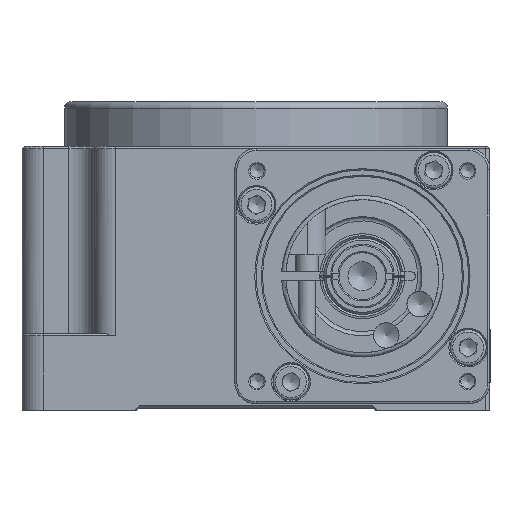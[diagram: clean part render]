
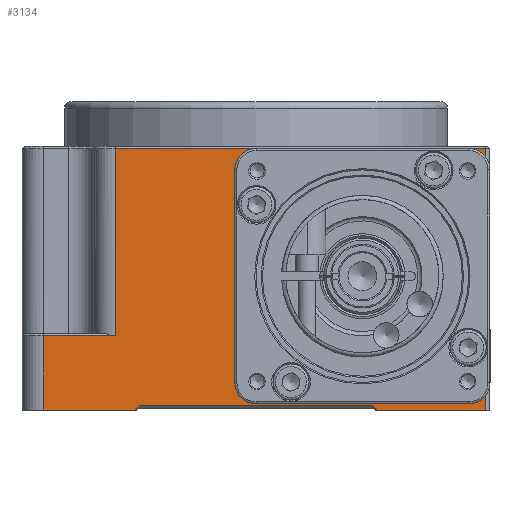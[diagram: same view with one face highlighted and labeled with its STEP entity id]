
A CAD part, front view. The second image highlights one B-rep face of the part: STEP entity #3134.
In plain terms, the highlighted planar face has unit normal (0, -1, 0).
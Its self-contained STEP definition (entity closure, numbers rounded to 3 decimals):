
#30 = DIRECTION ( 'NONE',  ( 0., 0., -1. ) ) ;
#532 = CARTESIAN_POINT ( 'NONE',  ( -55., -61., 0. ) ) ;
#707 = CARTESIAN_POINT ( 'NONE',  ( -28.5, -61., 0. ) ) ;
#711 = CARTESIAN_POINT ( 'NONE',  ( 25., -61., 31.5 ) ) ;
#757 = DIRECTION ( 'NONE',  ( 0., 1., 0. ) ) ;
#765 = DIRECTION ( 'NONE',  ( 0., 0., 1. ) ) ;
#883 = CARTESIAN_POINT ( 'NONE',  ( -33., -61., 61.5 ) ) ;
#1183 = FACE_BOUND ( 'NONE', #22641, .T. ) ;
#1228 = FACE_BOUND ( 'NONE', #35389, .T. ) ;
#1280 = FACE_BOUND ( 'NONE', #21515, .T. ) ;
#1285 = FACE_BOUND ( 'NONE', #28696, .T. ) ;
#1985 = CARTESIAN_POINT ( 'NONE',  ( -33., -61., 61.5 ) ) ;
#2069 = FACE_BOUND ( 'NONE', #22250, .T. ) ;
#2107 = FACE_OUTER_BOUND ( 'NONE', #10382, .T. ) ;
#2110 = EDGE_CURVE ( 'NONE', #4542, #15270, #7704, .T. ) ;
#2200 = PLANE ( 'NONE',  #33639 ) ;
#2249 = CARTESIAN_POINT ( 'NONE',  ( -55., -61., 62. ) ) ;
#2293 = DIRECTION ( 'NONE',  ( 0., 1., 0. ) ) ;
#2395 = DIRECTION ( 'NONE',  ( 0., 0., 1. ) ) ;
#2615 = CARTESIAN_POINT ( 'NONE',  ( -50., -61., 62. ) ) ;
#2840 = VERTEX_POINT ( 'NONE', #11659 ) ;
#3134 = ADVANCED_FACE ( 'NONE', ( #1183, #1228, #1280, #1285, #2069, #2107 ), #2200, .F. ) ;
#3434 = CARTESIAN_POINT ( 'NONE',  ( 25., -61., 54.5 ) ) ;
#4387 = VERTEX_POINT ( 'NONE', #18100 ) ;
#4542 = VERTEX_POINT ( 'NONE', #15905 ) ;
#4875 = VERTEX_POINT ( 'NONE', #8454 ) ;
#5403 = VERTEX_POINT ( 'NONE', #16582 ) ;
#5861 = DIRECTION ( 'NONE',  ( -1., 0., 0. ) ) ;
#5988 = VECTOR ( 'NONE', #5861, 1000. ) ;
#6064 = AXIS2_PLACEMENT_3D ( 'NONE', #711, #757, #765 ) ;
#6233 = EDGE_CURVE ( 'NONE', #5403, #5403, #34296, .T. ) ;
#6384 = LINE ( 'NONE', #1985, #35982 ) ;
#6758 = VERTEX_POINT ( 'NONE', #6771 ) ;
#6771 = CARTESIAN_POINT ( 'NONE',  ( -27.5, -61., 1. ) ) ;
#7124 = CARTESIAN_POINT ( 'NONE',  ( 28., -61., 1. ) ) ;
#7132 = EDGE_CURVE ( 'NONE', #19702, #19702, #27271, .T. ) ;
#7669 = DIRECTION ( 'NONE',  ( 0., -1., 0. ) ) ;
#7704 = LINE ( 'NONE', #30385, #5988 ) ;
#7972 = CARTESIAN_POINT ( 'NONE',  ( -55., -61., 0. ) ) ;
#8411 = LINE ( 'NONE', #2615, #13765 ) ;
#8454 = CARTESIAN_POINT ( 'NONE',  ( 54., -61., 0. ) ) ;
#8493 = DIRECTION ( 'NONE',  ( -0.707, 0., -0.707 ) ) ;
#8505 = CARTESIAN_POINT ( 'NONE',  ( -28.5, -61., 0. ) ) ;
#8543 = LINE ( 'NONE', #8505, #19560 ) ;
#8738 = DIRECTION ( 'NONE',  ( 0., 0., -1. ) ) ;
#8953 = CARTESIAN_POINT ( 'NONE',  ( 54., -61., 61.5 ) ) ;
#10376 = VERTEX_POINT ( 'NONE', #707 ) ;
#10382 = EDGE_LOOP ( 'NONE', ( #24535, #28651, #24532, #24331, #29554, #29729, #29592, #29515, #30665, #28568 ) ) ;
#10411 = DIRECTION ( 'NONE',  ( -1., 0., 0. ) ) ;
#11278 = AXIS2_PLACEMENT_3D ( 'NONE', #35793, #35788, #35753 ) ;
#11659 = CARTESIAN_POINT ( 'NONE',  ( -50., -61., 0. ) ) ;
#12027 = DIRECTION ( 'NONE',  ( 1., 0., 0. ) ) ;
#12578 = CIRCLE ( 'NONE', #32784, 2.1 ) ;
#12680 = VECTOR ( 'NONE', #12027, 1000. ) ;
#13442 = VERTEX_POINT ( 'NONE', #8953 ) ;
#13485 = EDGE_CURVE ( 'NONE', #6758, #10376, #8543, .T. ) ;
#13523 = ORIENTED_EDGE ( 'NONE', *, *, #24994, .T. ) ;
#13624 = ORIENTED_EDGE ( 'NONE', *, *, #26824, .F. ) ;
#13765 = VECTOR ( 'NONE', #30, 1000. ) ;
#14363 = AXIS2_PLACEMENT_3D ( 'NONE', #32560, #7669, #18788 ) ;
#14833 = VECTOR ( 'NONE', #18933, 1000. ) ;
#15270 = VERTEX_POINT ( 'NONE', #27401 ) ;
#15905 = CARTESIAN_POINT ( 'NONE',  ( -33., -61., 17.5 ) ) ;
#16064 = EDGE_CURVE ( 'NONE', #4387, #29029, #18968, .T. ) ;
#16582 = CARTESIAN_POINT ( 'NONE',  ( 0.605, -61., 53.795 ) ) ;
#16978 = DIRECTION ( 'NONE',  ( 0., 0., 1. ) ) ;
#16997 = CARTESIAN_POINT ( 'NONE',  ( 54., -61., 62. ) ) ;
#17005 = LINE ( 'NONE', #16997, #31562 ) ;
#18100 = CARTESIAN_POINT ( 'NONE',  ( 28.5, -61., 0. ) ) ;
#18239 = DIRECTION ( 'NONE',  ( 1., 0., 0. ) ) ;
#18274 = DIRECTION ( 'NONE',  ( 0., 0., -1. ) ) ;
#18282 = DIRECTION ( 'NONE',  ( 0., -1., 0. ) ) ;
#18363 = CARTESIAN_POINT ( 'NONE',  ( 0.605, -61., 55.895 ) ) ;
#18658 = VECTOR ( 'NONE', #20914, 1000. ) ;
#18788 = DIRECTION ( 'NONE',  ( 0., 0., -1. ) ) ;
#18858 = AXIS2_PLACEMENT_3D ( 'NONE', #18363, #18282, #18274 ) ;
#18933 = DIRECTION ( 'NONE',  ( -0.707, 0., 0.707 ) ) ;
#18940 = CARTESIAN_POINT ( 'NONE',  ( 27.5, -61., 1. ) ) ;
#18968 = LINE ( 'NONE', #18940, #14833 ) ;
#19004 = ORIENTED_EDGE ( 'NONE', *, *, #31635, .F. ) ;
#19116 = DIRECTION ( 'NONE',  ( 1., 0., 0. ) ) ;
#19472 = ORIENTED_EDGE ( 'NONE', *, *, #7132, .F. ) ;
#19560 = VECTOR ( 'NONE', #8493, 1000. ) ;
#19702 = VERTEX_POINT ( 'NONE', #30962 ) ;
#20914 = DIRECTION ( 'NONE',  ( 0., 0., -1. ) ) ;
#20949 = CARTESIAN_POINT ( 'NONE',  ( -33., -61., 62. ) ) ;
#20976 = VERTEX_POINT ( 'NONE', #31991 ) ;
#21000 = LINE ( 'NONE', #20949, #18658 ) ;
#21233 = EDGE_CURVE ( 'NONE', #24155, #4542, #21000, .T. ) ;
#21515 = EDGE_LOOP ( 'NONE', ( #13624 ) ) ;
#21636 = EDGE_CURVE ( 'NONE', #4875, #13442, #17005, .T. ) ;
#21923 = CIRCLE ( 'NONE', #6064, 23. ) ;
#22047 = VECTOR ( 'NONE', #19116, 1000. ) ;
#22250 = EDGE_LOOP ( 'NONE', ( #19004 ) ) ;
#22641 = EDGE_LOOP ( 'NONE', ( #13523 ) ) ;
#22808 = CARTESIAN_POINT ( 'NONE',  ( 49.395, -61., 55.895 ) ) ;
#22864 = VERTEX_POINT ( 'NONE', #33549 ) ;
#23192 = VECTOR ( 'NONE', #18239, 1000. ) ;
#24155 = VERTEX_POINT ( 'NONE', #883 ) ;
#24331 = ORIENTED_EDGE ( 'NONE', *, *, #2110, .T. ) ;
#24532 = ORIENTED_EDGE ( 'NONE', *, *, #21233, .T. ) ;
#24535 = ORIENTED_EDGE ( 'NONE', *, *, #21636, .T. ) ;
#24994 = EDGE_CURVE ( 'NONE', #28875, #28875, #21923, .T. ) ;
#25911 = EDGE_CURVE ( 'NONE', #13442, #24155, #6384, .T. ) ;
#26127 = LINE ( 'NONE', #532, #12680 ) ;
#26554 = EDGE_CURVE ( 'NONE', #15270, #2840, #8411, .T. ) ;
#26824 = EDGE_CURVE ( 'NONE', #20976, #20976, #30282, .T. ) ;
#27271 = CIRCLE ( 'NONE', #11278, 2.1 ) ;
#27401 = CARTESIAN_POINT ( 'NONE',  ( -50., -61., 17.5 ) ) ;
#28568 = ORIENTED_EDGE ( 'NONE', *, *, #30554, .T. ) ;
#28651 = ORIENTED_EDGE ( 'NONE', *, *, #25911, .T. ) ;
#28696 = EDGE_LOOP ( 'NONE', ( #30410 ) ) ;
#28875 = VERTEX_POINT ( 'NONE', #3434 ) ;
#29029 = VERTEX_POINT ( 'NONE', #32932 ) ;
#29515 = ORIENTED_EDGE ( 'NONE', *, *, #31407, .T. ) ;
#29554 = ORIENTED_EDGE ( 'NONE', *, *, #26554, .T. ) ;
#29592 = ORIENTED_EDGE ( 'NONE', *, *, #13485, .F. ) ;
#29729 = ORIENTED_EDGE ( 'NONE', *, *, #33919, .T. ) ;
#30282 = CIRCLE ( 'NONE', #14363, 2.1 ) ;
#30385 = CARTESIAN_POINT ( 'NONE',  ( -50., -61., 17.5 ) ) ;
#30410 = ORIENTED_EDGE ( 'NONE', *, *, #6233, .F. ) ;
#30554 = EDGE_CURVE ( 'NONE', #4387, #4875, #26127, .T. ) ;
#30665 = ORIENTED_EDGE ( 'NONE', *, *, #16064, .F. ) ;
#30962 = CARTESIAN_POINT ( 'NONE',  ( 49.395, -61., 5.005 ) ) ;
#31407 = EDGE_CURVE ( 'NONE', #6758, #29029, #32090, .T. ) ;
#31562 = VECTOR ( 'NONE', #16978, 1000. ) ;
#31635 = EDGE_CURVE ( 'NONE', #22864, #22864, #12578, .T. ) ;
#31991 = CARTESIAN_POINT ( 'NONE',  ( 0.605, -61., 5.005 ) ) ;
#32090 = LINE ( 'NONE', #7124, #23192 ) ;
#32560 = CARTESIAN_POINT ( 'NONE',  ( 0.605, -61., 7.105 ) ) ;
#32784 = AXIS2_PLACEMENT_3D ( 'NONE', #22808, #33507, #8738 ) ;
#32821 = LINE ( 'NONE', #7972, #22047 ) ;
#32932 = CARTESIAN_POINT ( 'NONE',  ( 27.5, -61., 1. ) ) ;
#33507 = DIRECTION ( 'NONE',  ( 0., -1., 0. ) ) ;
#33549 = CARTESIAN_POINT ( 'NONE',  ( 49.395, -61., 53.795 ) ) ;
#33639 = AXIS2_PLACEMENT_3D ( 'NONE', #2249, #2293, #2395 ) ;
#33919 = EDGE_CURVE ( 'NONE', #2840, #10376, #32821, .T. ) ;
#34296 = CIRCLE ( 'NONE', #18858, 2.1 ) ;
#35389 = EDGE_LOOP ( 'NONE', ( #19472 ) ) ;
#35753 = DIRECTION ( 'NONE',  ( 0., 0., -1. ) ) ;
#35788 = DIRECTION ( 'NONE',  ( 0., -1., 0. ) ) ;
#35793 = CARTESIAN_POINT ( 'NONE',  ( 49.395, -61., 7.105 ) ) ;
#35982 = VECTOR ( 'NONE', #10411, 1000. ) ;
